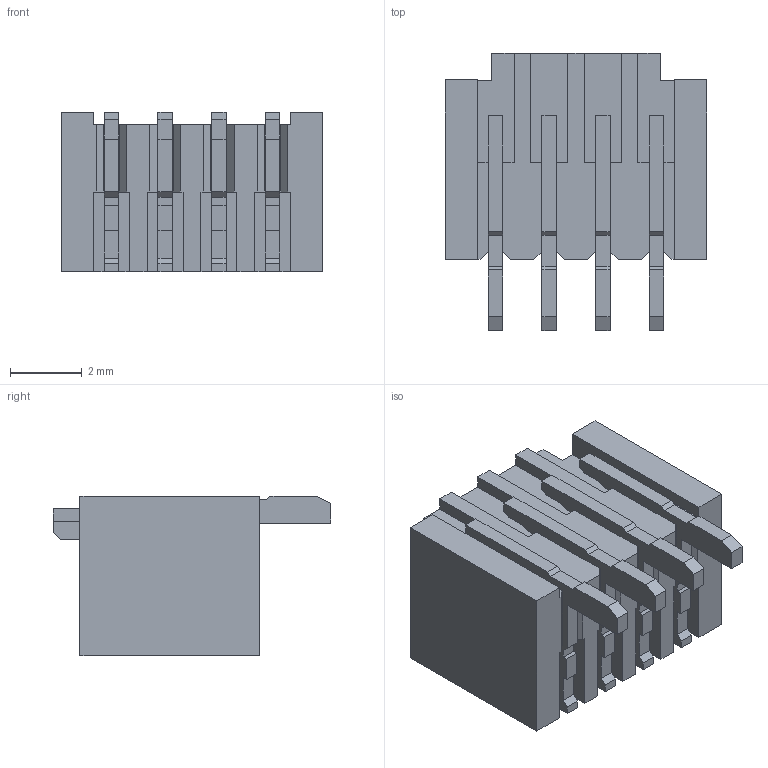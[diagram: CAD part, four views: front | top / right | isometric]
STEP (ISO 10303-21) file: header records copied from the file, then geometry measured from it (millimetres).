
FILE_DESCRIPTION (( 'STEP AP214' ), '1' );
FILE_NAME ('874380443.STEP', '2013-03-12T19:46:23', ( '' ), ( '' ), 'SwSTEP 2.0', 'SolidWorks 2013', '' );
FILE_SCHEMA (( 'AUTOMOTIVE_DESIGN' ));
Length unit declared in the file: millimetre
Products named in the file (1): 874380443
Bounding box: 7.3 x 7.75 x 4.45 mm (x, y, z)
Volume: 89.5 mm3; surface area: 348.2 mm2
Topology: 1 solids, 1 shells, 242 faces, 678 edges, 442 vertices
Faces by surface type: plane 242
Entity records: 7957 total; most frequent: CARTESIAN_POINT 1363, ORIENTED_EDGE 1356, DIRECTION 1164, LINE 678, VECTOR 678, EDGE_CURVE 678, VERTEX_POINT 442, EDGE_LOOP 246
